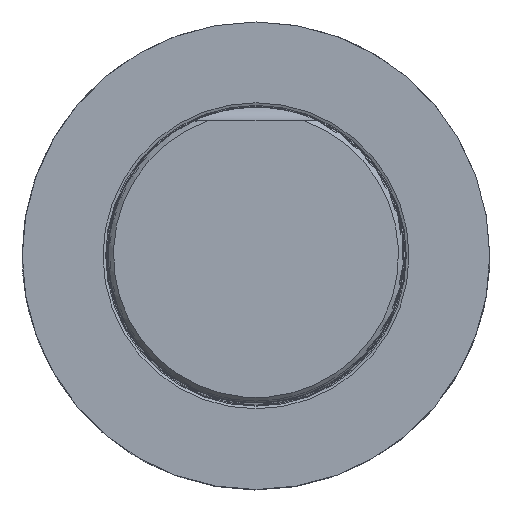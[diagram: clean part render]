
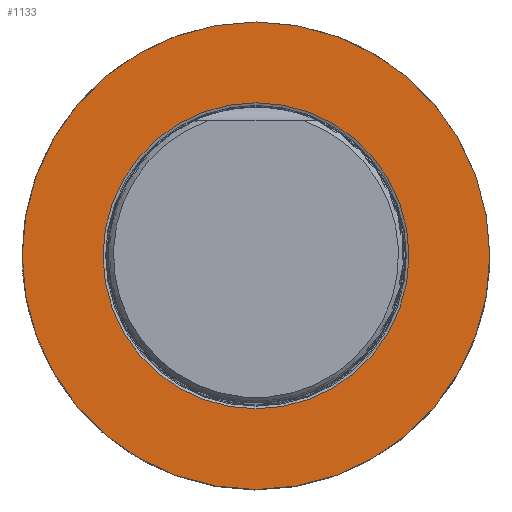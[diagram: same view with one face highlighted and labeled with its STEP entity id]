
A CAD part, top view. The second image highlights one B-rep face of the part: STEP entity #1133.
In plain terms, the highlighted face is planar.
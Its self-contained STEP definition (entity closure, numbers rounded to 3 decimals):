
#218=FACE_BOUND('',#2139,.T.);
#219=FACE_BOUND('',#2140,.T.);
#966=CIRCLE('',#7493,40.);
#967=CIRCLE('',#7497,26.175);
#1133=ADVANCED_FACE('TB_IB_SU_5',(#218,#219),#1549,.T.);
#1549=PLANE('',#7498);
#2139=EDGE_LOOP('',(#2794));
#2140=EDGE_LOOP('',(#2795));
#2794=ORIENTED_EDGE('',*,*,#5453,.T.);
#2795=ORIENTED_EDGE('',*,*,#5462,.T.);
#4757=VERTEX_POINT('',#14483);
#4764=VERTEX_POINT('',#14563);
#5453=EDGE_CURVE('',#4757,#4757,#966,.T.);
#5462=EDGE_CURVE('',#4764,#4764,#967,.T.);
#7493=AXIS2_PLACEMENT_3D('',#14482,#8336,#8337);
#7497=AXIS2_PLACEMENT_3D('',#14562,#8344,#8345);
#7498=AXIS2_PLACEMENT_3D('',#14564,#8346,#8347);
#8336=DIRECTION('',(0.,1.,0.));
#8337=DIRECTION('',(0.,0.,1.));
#8344=DIRECTION('',(0.,-1.,0.));
#8345=DIRECTION('',(0.,0.,1.));
#8346=DIRECTION('',(0.,1.,0.));
#8347=DIRECTION('',(0.,0.,1.));
#14482=CARTESIAN_POINT('',(0.,0.,0.));
#14483=CARTESIAN_POINT('',(0.,0.,40.));
#14562=CARTESIAN_POINT('',(0.,0.,0.));
#14563=CARTESIAN_POINT('',(0.,0.,26.175));
#14564=CARTESIAN_POINT('',(0.,0.,0.));
